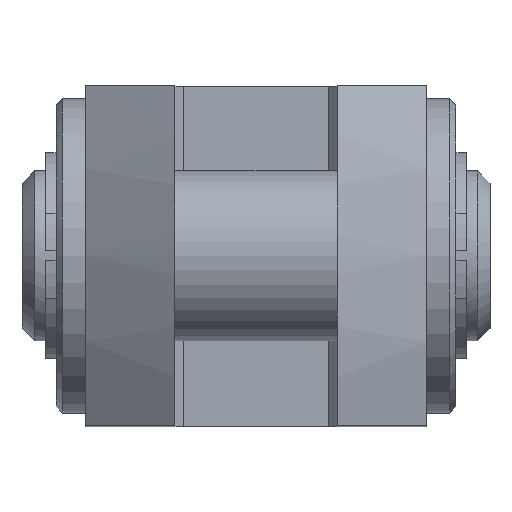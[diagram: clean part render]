
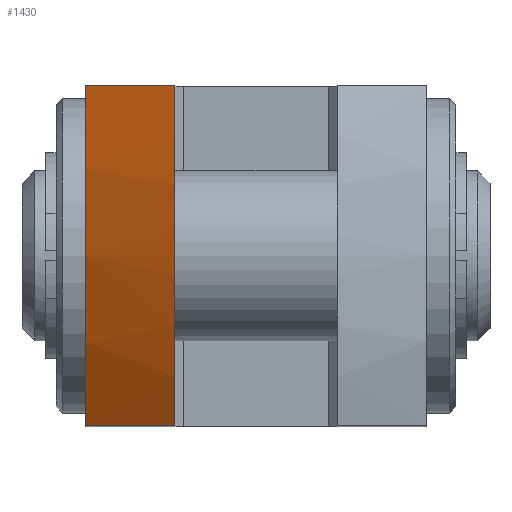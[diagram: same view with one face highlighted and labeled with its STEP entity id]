
A CAD part, top view. The second image highlights one B-rep face of the part: STEP entity #1430.
In plain terms, the highlighted conical face has half-angle 30 degrees and reference radius 56.108 mm.
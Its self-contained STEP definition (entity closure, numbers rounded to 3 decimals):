
#68=CONICAL_SURFACE('',#1579,56.108,0.524);
#85=B_SPLINE_CURVE_WITH_KNOTS('',3,(#2234,#2235,#2236,#2237),
 .UNSPECIFIED.,.F.,.F.,(4,4),(0.073,0.078),
 .UNSPECIFIED.);
#88=B_SPLINE_CURVE_WITH_KNOTS('',3,(#2258,#2259,#2260,#2261),
 .UNSPECIFIED.,.F.,.F.,(4,4),(0.202,0.214),
 .UNSPECIFIED.);
#90=B_SPLINE_CURVE_WITH_KNOTS('',3,(#2272,#2273,#2274,#2275),
 .UNSPECIFIED.,.F.,.F.,(4,4),(0.09,0.102),
 .UNSPECIFIED.);
#388=ORIENTED_EDGE('',*,*,#696,.T.);
#389=ORIENTED_EDGE('',*,*,#726,.T.);
#390=ORIENTED_EDGE('',*,*,#708,.T.);
#391=ORIENTED_EDGE('',*,*,#721,.T.);
#392=ORIENTED_EDGE('',*,*,#698,.T.);
#393=ORIENTED_EDGE('',*,*,#717,.F.);
#696=EDGE_CURVE('',#892,#893,#1030,.F.);
#698=EDGE_CURVE('',#895,#894,#1031,.F.);
#708=EDGE_CURVE('',#904,#905,#1035,.F.);
#717=EDGE_CURVE('',#892,#894,#85,.T.);
#721=EDGE_CURVE('',#905,#895,#88,.T.);
#726=EDGE_CURVE('',#893,#904,#90,.T.);
#892=VERTEX_POINT('',#2172);
#893=VERTEX_POINT('',#2173);
#894=VERTEX_POINT('',#2175);
#895=VERTEX_POINT('',#2177);
#904=VERTEX_POINT('',#2205);
#905=VERTEX_POINT('',#2206);
#1030=CIRCLE('',#1544,65.042);
#1031=CIRCLE('',#1545,65.042);
#1035=CIRCLE('',#1551,58.995);
#1136=EDGE_LOOP('',(#388,#389,#390,#391,#392,#393));
#1266=FACE_BOUND('',#1136,.T.);
#1430=ADVANCED_FACE('',(#1266),#68,.T.);
#1544=AXIS2_PLACEMENT_3D('',#2171,#1728,#1729);
#1545=AXIS2_PLACEMENT_3D('',#2176,#1731,#1732);
#1551=AXIS2_PLACEMENT_3D('',#2204,#1748,#1749);
#1579=AXIS2_PLACEMENT_3D('',#2310,#1816,#1817);
#1728=DIRECTION('',(-1.,0.,0.));
#1729=DIRECTION('',(0.,0.,1.));
#1731=DIRECTION('',(-1.,0.,0.));
#1732=DIRECTION('',(0.,0.,1.));
#1748=DIRECTION('',(1.,0.,0.));
#1749=DIRECTION('',(0.,0.,-1.));
#1816=DIRECTION('',(-1.,0.,0.));
#1817=DIRECTION('',(0.,0.,1.));
#2171=CARTESIAN_POINT('',(9.525,0.,-40.));
#2172=CARTESIAN_POINT('',(9.525,-2.344,25.));
#2173=CARTESIAN_POINT('',(9.525,-20.,21.891));
#2175=CARTESIAN_POINT('',(9.525,2.344,25.));
#2176=CARTESIAN_POINT('',(9.525,0.,-40.));
#2177=CARTESIAN_POINT('',(9.525,20.,21.891));
#2204=CARTESIAN_POINT('',(20.,0.,-40.));
#2205=CARTESIAN_POINT('',(20.,-20.,15.501));
#2206=CARTESIAN_POINT('',(20.,20.,15.501));
#2234=CARTESIAN_POINT('',(9.525,-2.344,25.));
#2235=CARTESIAN_POINT('',(9.623,-0.772,25.));
#2236=CARTESIAN_POINT('',(9.622,0.791,25.));
#2237=CARTESIAN_POINT('',(9.525,2.344,25.));
#2258=CARTESIAN_POINT('',(20.,20.,15.501));
#2259=CARTESIAN_POINT('',(16.514,20.,17.64));
#2260=CARTESIAN_POINT('',(13.022,20.,19.769));
#2261=CARTESIAN_POINT('',(9.525,20.,21.891));
#2272=CARTESIAN_POINT('',(9.525,-20.,21.891));
#2273=CARTESIAN_POINT('',(13.022,-20.,19.769));
#2274=CARTESIAN_POINT('',(16.514,-20.,17.64));
#2275=CARTESIAN_POINT('',(20.,-20.,15.501));
#2310=CARTESIAN_POINT('',(25.,0.,-40.));
